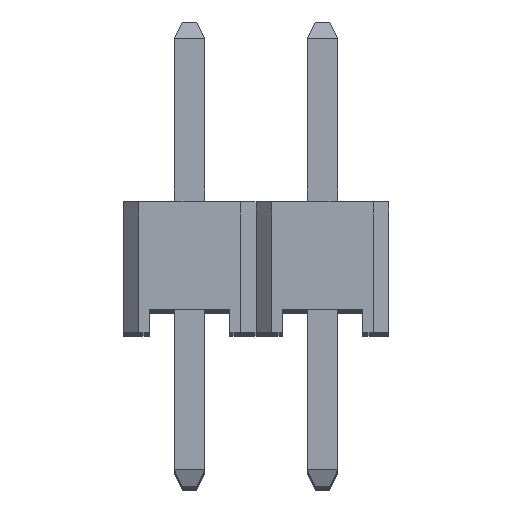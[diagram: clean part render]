
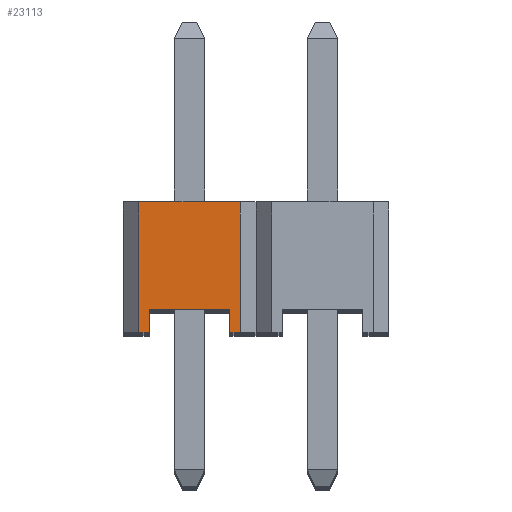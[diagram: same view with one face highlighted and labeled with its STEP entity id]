
A CAD part, top view. The second image highlights one B-rep face of the part: STEP entity #23113.
In plain terms, the highlighted planar face has unit normal (0, 0, 1).
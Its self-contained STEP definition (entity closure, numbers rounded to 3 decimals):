
#2269 = DIRECTION ( 'NONE',  ( 1., 0., 0. ) ) ;
#2298 = VERTEX_POINT ( 'NONE', #13297 ) ;
#2330 = CARTESIAN_POINT ( 'NONE',  ( 0.3, 0., 35.56 ) ) ;
#2454 = CARTESIAN_POINT ( 'NONE',  ( 0.3, 2.5, 35.56 ) ) ;
#3432 = EDGE_CURVE ( 'NONE', #11209, #24979, #37289, .T. ) ;
#4022 = CARTESIAN_POINT ( 'NONE',  ( 0.3, 2.5, 35.56 ) ) ;
#4459 = AXIS2_PLACEMENT_3D ( 'NONE', #38241, #9501, #22287 ) ;
#4846 = ORIENTED_EDGE ( 'NONE', *, *, #33024, .F. ) ;
#5218 = DIRECTION ( 'NONE',  ( 1., 0., 0. ) ) ;
#7195 = CARTESIAN_POINT ( 'NONE',  ( 2.04, 0.44, 35.56 ) ) ;
#7390 = EDGE_CURVE ( 'NONE', #19516, #39983, #7990, .T. ) ;
#7990 = LINE ( 'NONE', #4022, #10377 ) ;
#8235 = ORIENTED_EDGE ( 'NONE', *, *, #3432, .F. ) ;
#8387 = VERTEX_POINT ( 'NONE', #36932 ) ;
#9501 = DIRECTION ( 'NONE',  ( 0., 0., -1. ) ) ;
#10377 = VECTOR ( 'NONE', #23525, 1000. ) ;
#10811 = ORIENTED_EDGE ( 'NONE', *, *, #30396, .F. ) ;
#11209 = VERTEX_POINT ( 'NONE', #35691 ) ;
#13297 = CARTESIAN_POINT ( 'NONE',  ( 0.5, 0.44, 35.56 ) ) ;
#14396 = EDGE_CURVE ( 'NONE', #2298, #33743, #29246, .T. ) ;
#14825 = CARTESIAN_POINT ( 'NONE',  ( 0.5, 0., 35.56 ) ) ;
#14945 = LINE ( 'NONE', #34287, #41423 ) ;
#15015 = CARTESIAN_POINT ( 'NONE',  ( 2.24, 2.5, 35.56 ) ) ;
#15155 = DIRECTION ( 'NONE',  ( -1., 0., 0. ) ) ;
#15300 = CARTESIAN_POINT ( 'NONE',  ( 2.24, 0., 35.56 ) ) ;
#16015 = ORIENTED_EDGE ( 'NONE', *, *, #35065, .T. ) ;
#16093 = LINE ( 'NONE', #31054, #39483 ) ;
#17077 = DIRECTION ( 'NONE',  ( 0., -1., 0. ) ) ;
#17779 = DIRECTION ( 'NONE',  ( 0., -1., 0. ) ) ;
#18067 = VECTOR ( 'NONE', #17779, 1000. ) ;
#18101 = EDGE_CURVE ( 'NONE', #22097, #24979, #16093, .T. ) ;
#18421 = VECTOR ( 'NONE', #5218, 1000. ) ;
#18453 = LINE ( 'NONE', #2454, #18421 ) ;
#18759 = DIRECTION ( 'NONE',  ( 1., 0., 0. ) ) ;
#19516 = VERTEX_POINT ( 'NONE', #22335 ) ;
#19845 = CARTESIAN_POINT ( 'NONE',  ( 0.5, 0.44, 35.56 ) ) ;
#21388 = ORIENTED_EDGE ( 'NONE', *, *, #14396, .F. ) ;
#22097 = VERTEX_POINT ( 'NONE', #28740 ) ;
#22287 = DIRECTION ( 'NONE',  ( -1., 0., 0. ) ) ;
#22335 = CARTESIAN_POINT ( 'NONE',  ( 0.3, 2.5, 35.56 ) ) ;
#22520 = DIRECTION ( 'NONE',  ( 0., -1., 0. ) ) ;
#23113 = ADVANCED_FACE ( 'NONE', ( #40954 ), #28373, .F. ) ;
#23525 = DIRECTION ( 'NONE',  ( 0., -1., 0. ) ) ;
#24979 = VERTEX_POINT ( 'NONE', #15300 ) ;
#25851 = VECTOR ( 'NONE', #22520, 1000. ) ;
#27441 = ORIENTED_EDGE ( 'NONE', *, *, #35580, .T. ) ;
#28373 = PLANE ( 'NONE',  #4459 ) ;
#28740 = CARTESIAN_POINT ( 'NONE',  ( 2.04, 0., 35.56 ) ) ;
#29246 = LINE ( 'NONE', #19845, #31072 ) ;
#30396 = EDGE_CURVE ( 'NONE', #19516, #11209, #18453, .T. ) ;
#31054 = CARTESIAN_POINT ( 'NONE',  ( 0.3, 0., 35.56 ) ) ;
#31072 = VECTOR ( 'NONE', #17077, 1000. ) ;
#31741 = LINE ( 'NONE', #2330, #36514 ) ;
#33024 = EDGE_CURVE ( 'NONE', #8387, #2298, #14945, .T. ) ;
#33743 = VERTEX_POINT ( 'NONE', #14825 ) ;
#33856 = ORIENTED_EDGE ( 'NONE', *, *, #7390, .T. ) ;
#34287 = CARTESIAN_POINT ( 'NONE',  ( 0.5, 0.44, 35.56 ) ) ;
#35065 = EDGE_CURVE ( 'NONE', #8387, #22097, #35951, .T. ) ;
#35580 = EDGE_CURVE ( 'NONE', #39983, #33743, #31741, .T. ) ;
#35691 = CARTESIAN_POINT ( 'NONE',  ( 2.24, 2.5, 35.56 ) ) ;
#35901 = EDGE_LOOP ( 'NONE', ( #4846, #16015, #39350, #8235, #10811, #33856, #27441, #21388 ) ) ;
#35951 = LINE ( 'NONE', #7195, #25851 ) ;
#36178 = CARTESIAN_POINT ( 'NONE',  ( 0.3, 0., 35.56 ) ) ;
#36514 = VECTOR ( 'NONE', #18759, 1000. ) ;
#36932 = CARTESIAN_POINT ( 'NONE',  ( 2.04, 0.44, 35.56 ) ) ;
#37289 = LINE ( 'NONE', #15015, #18067 ) ;
#38241 = CARTESIAN_POINT ( 'NONE',  ( 0.3, 2.5, 35.56 ) ) ;
#39350 = ORIENTED_EDGE ( 'NONE', *, *, #18101, .T. ) ;
#39483 = VECTOR ( 'NONE', #2269, 1000. ) ;
#39983 = VERTEX_POINT ( 'NONE', #36178 ) ;
#40954 = FACE_OUTER_BOUND ( 'NONE', #35901, .T. ) ;
#41423 = VECTOR ( 'NONE', #15155, 1000. ) ;
